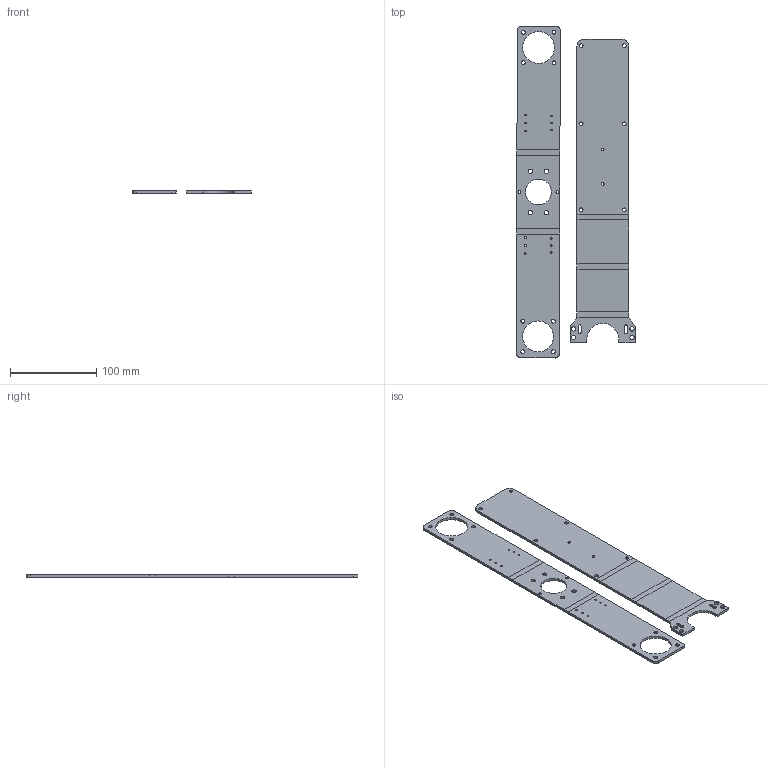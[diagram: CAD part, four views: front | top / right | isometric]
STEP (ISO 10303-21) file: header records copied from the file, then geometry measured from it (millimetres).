
FILE_DESCRIPTION(/* description */ (''),/* implementation_level */ '2;1');
FILE_NAME(/* name */ 'blacha 440x160 v5.step',/* time_stamp */ '2024-05-28T16:44:49+02:00',/* author */ (''),/* organization */ (''),/* preprocessor_version */ 'ST-DEVELOPER v20',/* originating_system */ 'Autodesk Translation Framework v13.14.0.145',/* authorisation */ '');
FILE_SCHEMA (('AUTOMOTIVE_DESIGN { 1 0 10303 214 3 1 1 }'));
Length unit declared in the file: millimetre
Products named in the file (3): blacha 440x160; ramie; Przegub 4 left
Assembly tree (2 placements, depth 2):
  blacha 440x160
    ramie
    Przegub 4 left
Bounding box: 138.28 x 386 x 3 mm (x, y, z)
Volume: 110454.6 mm3; surface area: 81240.7 mm2
Topology: 2 solids, 2 shells, 138 faces, 362 edges, 228 vertices
Faces by surface type: plane 61, cylinder 52, bspline 25
Full cylindrical faces by diameter (mm): 2 x12, 3 x4, 4.2 x6, 4.4 x4, 5 x8, 30 x1, 36 x1, 37 x1
Entity records: 4768 total; most frequent: CARTESIAN_POINT 1202, ORIENTED_EDGE 724, DIRECTION 652, EDGE_CURVE 362, VERTEX_POINT 228, EDGE_LOOP 224, AXIS2_PLACEMENT_3D 222, LINE 208
